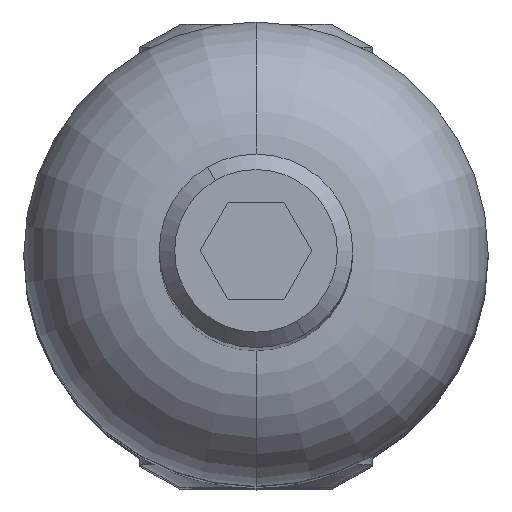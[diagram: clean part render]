
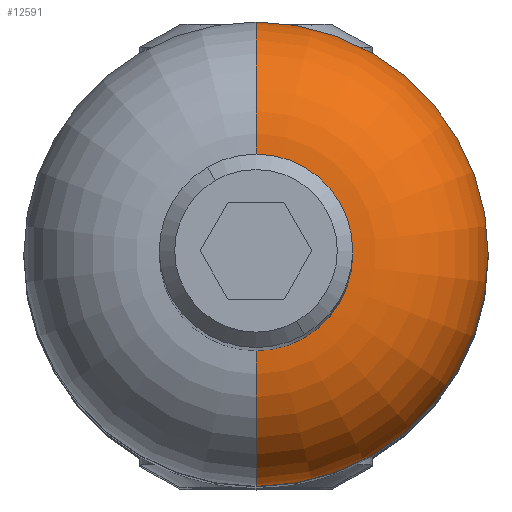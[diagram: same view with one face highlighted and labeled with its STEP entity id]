
A CAD part, top view. The second image highlights one B-rep face of the part: STEP entity #12591.
In plain terms, the highlighted toroidal (fillet/blend) face has major radius 2.5 mm and minor radius 3.5 mm.
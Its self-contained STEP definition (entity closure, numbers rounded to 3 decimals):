
#338 = EDGE_CURVE ( 'NONE', #525, #11152, #6656, .T. ) ;
#525 = VERTEX_POINT ( 'NONE', #7956 ) ;
#706 = CARTESIAN_POINT ( 'NONE',  ( 0., 0., 30. ) ) ;
#887 = CARTESIAN_POINT ( 'NONE',  ( 0., 2.5, 30. ) ) ;
#907 = DIRECTION ( 'NONE',  ( 0., 0., 1. ) ) ;
#975 = ORIENTED_EDGE ( 'NONE', *, *, #10580, .F. ) ;
#1016 = AXIS2_PLACEMENT_3D ( 'NONE', #706, #6149, #8669 ) ;
#1847 = CARTESIAN_POINT ( 'NONE',  ( 0., 0., 26.5 ) ) ;
#2082 = CARTESIAN_POINT ( 'NONE',  ( 0., -2.5, 26.5 ) ) ;
#3238 = DIRECTION ( 'NONE',  ( 0., 1., 0. ) ) ;
#3432 = DIRECTION ( 'NONE',  ( 1., 0., 0. ) ) ;
#4087 = TOROIDAL_SURFACE ( 'NONE', #12473, 2.5, 3.5 ) ;
#5781 = CIRCLE ( 'NONE', #1016, 2.5 ) ;
#6149 = DIRECTION ( 'NONE',  ( 0., 0., 1. ) ) ;
#6345 = CIRCLE ( 'NONE', #15465, 3.5 ) ;
#6656 = CIRCLE ( 'NONE', #13097, 3.5 ) ;
#6997 = CARTESIAN_POINT ( 'NONE',  ( 0., 0., 26.5 ) ) ;
#7538 = VERTEX_POINT ( 'NONE', #13565 ) ;
#7830 = EDGE_LOOP ( 'NONE', ( #7903, #15190, #975, #11473 ) ) ;
#7903 = ORIENTED_EDGE ( 'NONE', *, *, #12693, .F. ) ;
#7956 = CARTESIAN_POINT ( 'NONE',  ( 0., -2.5, 30. ) ) ;
#8110 = DIRECTION ( 'NONE',  ( 0., 1., 0. ) ) ;
#8273 = DIRECTION ( 'NONE',  ( 0., 0., -1. ) ) ;
#8669 = DIRECTION ( 'NONE',  ( 0., 1., 0. ) ) ;
#8958 = CIRCLE ( 'NONE', #15886, 6. ) ;
#9004 = CARTESIAN_POINT ( 'NONE',  ( 0., 2.5, 26.5 ) ) ;
#9890 = VERTEX_POINT ( 'NONE', #887 ) ;
#10580 = EDGE_CURVE ( 'NONE', #7538, #11152, #8958, .T. ) ;
#11152 = VERTEX_POINT ( 'NONE', #17270 ) ;
#11241 = DIRECTION ( 'NONE',  ( 0., 0., -1. ) ) ;
#11473 = ORIENTED_EDGE ( 'NONE', *, *, #15274, .F. ) ;
#12473 = AXIS2_PLACEMENT_3D ( 'NONE', #6997, #8273, #8110 ) ;
#12591 = ADVANCED_FACE ( 'NONE', ( #16209 ), #4087, .T. ) ;
#12693 = EDGE_CURVE ( 'NONE', #525, #9890, #5781, .T. ) ;
#12802 = DIRECTION ( 'NONE',  ( 0., 1., 0. ) ) ;
#13097 = AXIS2_PLACEMENT_3D ( 'NONE', #2082, #3432, #12802 ) ;
#13565 = CARTESIAN_POINT ( 'NONE',  ( 0., 6., 26.5 ) ) ;
#15190 = ORIENTED_EDGE ( 'NONE', *, *, #338, .T. ) ;
#15274 = EDGE_CURVE ( 'NONE', #9890, #7538, #6345, .T. ) ;
#15465 = AXIS2_PLACEMENT_3D ( 'NONE', #9004, #16975, #907 ) ;
#15886 = AXIS2_PLACEMENT_3D ( 'NONE', #1847, #11241, #3238 ) ;
#16209 = FACE_OUTER_BOUND ( 'NONE', #7830, .T. ) ;
#16975 = DIRECTION ( 'NONE',  ( -1., 0., 0. ) ) ;
#17270 = CARTESIAN_POINT ( 'NONE',  ( 0., -6., 26.5 ) ) ;
